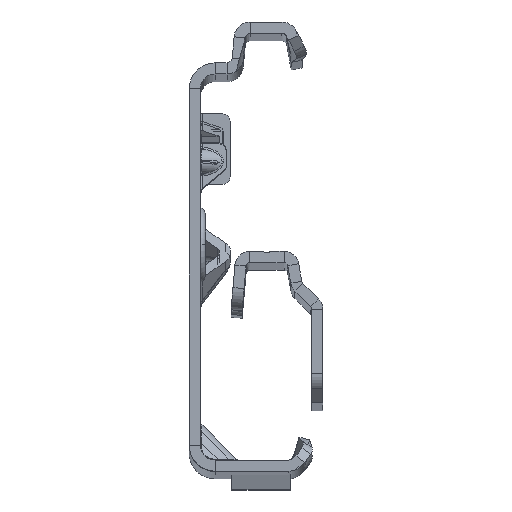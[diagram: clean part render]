
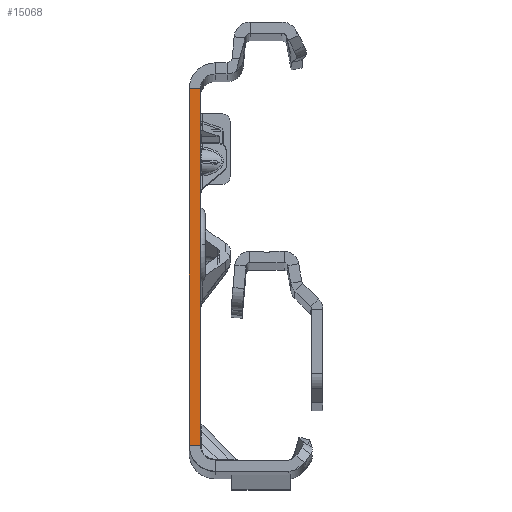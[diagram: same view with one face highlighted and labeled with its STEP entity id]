
A CAD part, top view. The second image highlights one B-rep face of the part: STEP entity #15068.
In plain terms, the highlighted planar face has unit normal (0, 0, 1).
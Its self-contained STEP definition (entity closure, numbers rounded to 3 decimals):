
#530 = CARTESIAN_POINT ( 'NONE',  ( 0., -25.865, 0. ) ) ;
#809 = DIRECTION ( 'NONE',  ( 1., 0., 0. ) ) ;
#1797 = VERTEX_POINT ( 'NONE', #11871 ) ;
#4167 = DIRECTION ( 'NONE',  ( 0., 0., 1. ) ) ;
#8163 = VERTEX_POINT ( 'NONE', #14687 ) ;
#8917 = CARTESIAN_POINT ( 'NONE',  ( -1.5, -27.865, 0. ) ) ;
#10401 = DIRECTION ( 'NONE',  ( 0., -1., 0. ) ) ;
#11467 = EDGE_CURVE ( 'NONE', #31772, #1797, #41828, .T. ) ;
#11871 = CARTESIAN_POINT ( 'NONE',  ( -1.5, -25.865, 0. ) ) ;
#13654 = VECTOR ( 'NONE', #10401, 1000. ) ;
#14391 = AXIS2_PLACEMENT_3D ( 'NONE', #8917, #4167, #809 ) ;
#14687 = CARTESIAN_POINT ( 'NONE',  ( 0., 22.135, 0. ) ) ;
#15068 = ADVANCED_FACE ( 'NONE', ( #38538 ), #42699, .T. ) ;
#15966 = VECTOR ( 'NONE', #44755, 1000. ) ;
#18616 = EDGE_CURVE ( 'NONE', #8163, #28555, #46677, .T. ) ;
#19245 = LINE ( 'NONE', #40614, #13654 ) ;
#24921 = CARTESIAN_POINT ( 'NONE',  ( 0., -25.865, 0. ) ) ;
#25463 = DIRECTION ( 'NONE',  ( -1., 0., 0. ) ) ;
#28555 = VERTEX_POINT ( 'NONE', #54428 ) ;
#29613 = EDGE_CURVE ( 'NONE', #8163, #31772, #36196, .T. ) ;
#31772 = VERTEX_POINT ( 'NONE', #530 ) ;
#34953 = ORIENTED_EDGE ( 'NONE', *, *, #18616, .T. ) ;
#35920 = CARTESIAN_POINT ( 'NONE',  ( 0., -27.865, 0. ) ) ;
#36196 = LINE ( 'NONE', #35920, #15966 ) ;
#36632 = VECTOR ( 'NONE', #38132, 1000. ) ;
#38132 = DIRECTION ( 'NONE',  ( -1., 0., 0. ) ) ;
#38538 = FACE_OUTER_BOUND ( 'NONE', #39163, .T. ) ;
#39163 = EDGE_LOOP ( 'NONE', ( #50579, #34953, #46019, #46108 ) ) ;
#40614 = CARTESIAN_POINT ( 'NONE',  ( -1.5, -27.865, 0. ) ) ;
#40728 = EDGE_CURVE ( 'NONE', #28555, #1797, #19245, .T. ) ;
#41828 = LINE ( 'NONE', #24921, #49662 ) ;
#42000 = CARTESIAN_POINT ( 'NONE',  ( 0., 22.135, 0. ) ) ;
#42699 = PLANE ( 'NONE',  #14391 ) ;
#44755 = DIRECTION ( 'NONE',  ( 0., -1., 0. ) ) ;
#46019 = ORIENTED_EDGE ( 'NONE', *, *, #40728, .T. ) ;
#46108 = ORIENTED_EDGE ( 'NONE', *, *, #11467, .F. ) ;
#46677 = LINE ( 'NONE', #42000, #36632 ) ;
#49662 = VECTOR ( 'NONE', #25463, 1000. ) ;
#50579 = ORIENTED_EDGE ( 'NONE', *, *, #29613, .F. ) ;
#54428 = CARTESIAN_POINT ( 'NONE',  ( -1.5, 22.135, 0. ) ) ;
